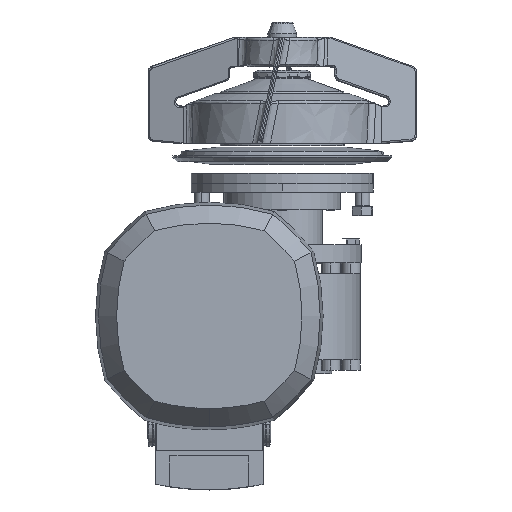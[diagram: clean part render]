
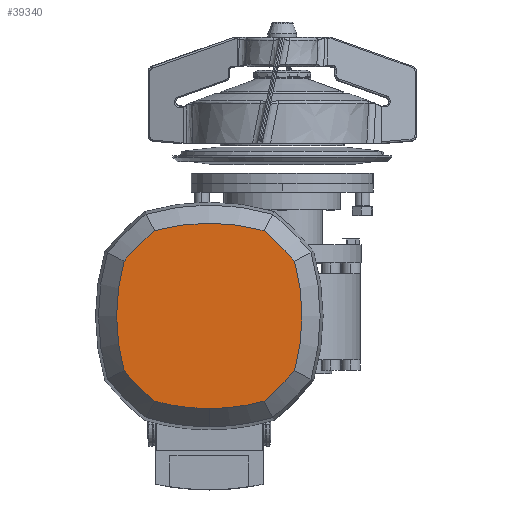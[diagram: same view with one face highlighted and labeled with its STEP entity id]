
A CAD part, top view. The second image highlights one B-rep face of the part: STEP entity #39340.
In plain terms, the highlighted planar face has unit normal (0, 0, 1).
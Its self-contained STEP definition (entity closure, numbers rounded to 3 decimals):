
#16752 = DIRECTION ( 'NONE',  ( 0., -1., 0. ) ) ;
#16753 = DIRECTION ( 'NONE',  ( 0., 0., -1. ) ) ;
#16754 = CARTESIAN_POINT ( 'NONE',  ( -116.2, -149.7, 306. ) ) ;
#16755 = AXIS2_PLACEMENT_3D ( 'NONE', #16754, #16753, #16752 ) ;
#16756 = CIRCLE ( 'NONE', #16755, 162.129 ) ;
#16763 = CARTESIAN_POINT ( 'NONE',  ( -12.509, -25.064, 306. ) ) ;
#17056 = CARTESIAN_POINT ( 'NONE',  ( -87.491, -141.936, 306. ) ) ;
#17057 = DIRECTION ( 'NONE',  ( 0., -1., 0. ) ) ;
#17058 = DIRECTION ( 'NONE',  ( 0., 0., -1. ) ) ;
#17059 = CARTESIAN_POINT ( 'NONE',  ( -50., -6.5, 306. ) ) ;
#17060 = AXIS2_PLACEMENT_3D ( 'NONE', #17059, #17058, #17057 ) ;
#17061 = CIRCLE ( 'NONE', #17060, 140.529 ) ;
#17106 = DIRECTION ( 'NONE',  ( 0., -1., 0. ) ) ;
#17108 = DIRECTION ( 'NONE',  ( 0., 0., -1. ) ) ;
#17109 = CARTESIAN_POINT ( 'NONE',  ( -127., -83.5, 306. ) ) ;
#17110 = AXIS2_PLACEMENT_3D ( 'NONE', #17109, #17108, #17106 ) ;
#17115 = CIRCLE ( 'NONE', #17110, 140.529 ) ;
#17118 = DIRECTION ( 'NONE',  ( 0., -1., 0. ) ) ;
#17120 = DIRECTION ( 'NONE',  ( 0., 0., -1. ) ) ;
#17122 = CARTESIAN_POINT ( 'NONE',  ( -50., -160.5, 306. ) ) ;
#17123 = AXIS2_PLACEMENT_3D ( 'NONE', #17122, #17120, #17118 ) ;
#17124 = CIRCLE ( 'NONE', #17123, 140.529 ) ;
#17132 = CARTESIAN_POINT ( 'NONE',  ( -87.491, -25.064, 306. ) ) ;
#17167 = CARTESIAN_POINT ( 'NONE',  ( -50., -147.029, 306. ) ) ;
#17169 = CARTESIAN_POINT ( 'NONE',  ( -12.509, -141.936, 306. ) ) ;
#17171 = DIRECTION ( 'NONE',  ( 0., -1., 0. ) ) ;
#17173 = DIRECTION ( 'NONE',  ( 0., 0., -1. ) ) ;
#17174 = AXIS2_PLACEMENT_3D ( 'NONE', #17238, #17173, #17171 ) ;
#17176 = CIRCLE ( 'NONE', #17174, 140.529 ) ;
#17238 = CARTESIAN_POINT ( 'NONE',  ( -50., -6.5, 306. ) ) ;
#17335 = DIRECTION ( 'NONE',  ( 0., -1., 0. ) ) ;
#17336 = DIRECTION ( 'NONE',  ( 0., 0., -1. ) ) ;
#17337 = CARTESIAN_POINT ( 'NONE',  ( -116.2, -17.3, 306. ) ) ;
#17339 = AXIS2_PLACEMENT_3D ( 'NONE', #17337, #17336, #17335 ) ;
#17341 = CIRCLE ( 'NONE', #17339, 162.129 ) ;
#17373 = CARTESIAN_POINT ( 'NONE',  ( 8.436, -120.991, 306. ) ) ;
#17546 = CARTESIAN_POINT ( 'NONE',  ( 8.436, -46.009, 306. ) ) ;
#17730 = DIRECTION ( 'NONE',  ( 0., -1., 0. ) ) ;
#17731 = DIRECTION ( 'NONE',  ( 0., 0., -1. ) ) ;
#17732 = CARTESIAN_POINT ( 'NONE',  ( -83.1, -155.1, 306. ) ) ;
#17733 = AXIS2_PLACEMENT_3D ( 'NONE', #17732, #17731, #17730 ) ;
#17734 = PLANE ( 'NONE',  #17733 ) ;
#17735 = FACE_OUTER_BOUND ( 'NONE', #39341, .T. ) ;
#17738 = DIRECTION ( 'NONE',  ( 0., -1., 0. ) ) ;
#17740 = DIRECTION ( 'NONE',  ( 0., 0., -1. ) ) ;
#17742 = CARTESIAN_POINT ( 'NONE',  ( 16.2, -17.3, 306. ) ) ;
#17743 = AXIS2_PLACEMENT_3D ( 'NONE', #17742, #17740, #17738 ) ;
#17756 = CIRCLE ( 'NONE', #17743, 162.129 ) ;
#17761 = DIRECTION ( 'NONE',  ( 0., -1., 0. ) ) ;
#17762 = DIRECTION ( 'NONE',  ( 0., 0., -1. ) ) ;
#17763 = CARTESIAN_POINT ( 'NONE',  ( 27., -83.5, 306. ) ) ;
#17764 = AXIS2_PLACEMENT_3D ( 'NONE', #17763, #17762, #17761 ) ;
#17765 = CIRCLE ( 'NONE', #17764, 140.529 ) ;
#17953 = CARTESIAN_POINT ( 'NONE',  ( -108.436, -120.991, 306. ) ) ;
#18337 = DIRECTION ( 'NONE',  ( 0., -1., 0. ) ) ;
#18338 = DIRECTION ( 'NONE',  ( 0., 0., -1. ) ) ;
#18339 = CARTESIAN_POINT ( 'NONE',  ( 16.2, -149.7, 306. ) ) ;
#18340 = AXIS2_PLACEMENT_3D ( 'NONE', #18339, #18338, #18337 ) ;
#18341 = CIRCLE ( 'NONE', #18340, 162.129 ) ;
#18656 = CARTESIAN_POINT ( 'NONE',  ( -108.436, -46.009, 306. ) ) ;
#39053 = VERTEX_POINT ( 'NONE', #16763 ) ;
#39055 = EDGE_CURVE ( 'NONE', #39053, #39194, #16756, .T. ) ;
#39116 = EDGE_CURVE ( 'NONE', #39117, #39118, #17176, .T. ) ;
#39117 = VERTEX_POINT ( 'NONE', #17169 ) ;
#39118 = VERTEX_POINT ( 'NONE', #17167 ) ;
#39128 = EDGE_CURVE ( 'NONE', #39118, #39129, #17061, .T. ) ;
#39129 = VERTEX_POINT ( 'NONE', #17056 ) ;
#39150 = VERTEX_POINT ( 'NONE', #17132 ) ;
#39152 = EDGE_CURVE ( 'NONE', #39150, #39053, #17124, .T. ) ;
#39155 = EDGE_CURVE ( 'NONE', #39194, #39232, #17115, .T. ) ;
#39194 = VERTEX_POINT ( 'NONE', #17546 ) ;
#39232 = VERTEX_POINT ( 'NONE', #17373 ) ;
#39234 = EDGE_CURVE ( 'NONE', #39232, #39117, #17341, .T. ) ;
#39311 = VERTEX_POINT ( 'NONE', #17953 ) ;
#39332 = EDGE_CURVE ( 'NONE', #39311, #39449, #17765, .T. ) ;
#39337 = EDGE_CURVE ( 'NONE', #39129, #39311, #17756, .T. ) ;
#39340 = ADVANCED_FACE ( 'NONE', ( #17735 ), #17734, .F. ) ;
#39341 = EDGE_LOOP ( 'NONE', ( #39343, #39345, #39368, #39370, #39434, #39435, #39437, #39438, #39439 ) ) ;
#39343 = ORIENTED_EDGE ( 'NONE', *, *, #39055, .F. ) ;
#39345 = ORIENTED_EDGE ( 'NONE', *, *, #39152, .F. ) ;
#39355 = EDGE_CURVE ( 'NONE', #39449, #39150, #18341, .T. ) ;
#39368 = ORIENTED_EDGE ( 'NONE', *, *, #39355, .F. ) ;
#39370 = ORIENTED_EDGE ( 'NONE', *, *, #39332, .F. ) ;
#39434 = ORIENTED_EDGE ( 'NONE', *, *, #39337, .F. ) ;
#39435 = ORIENTED_EDGE ( 'NONE', *, *, #39128, .F. ) ;
#39437 = ORIENTED_EDGE ( 'NONE', *, *, #39116, .F. ) ;
#39438 = ORIENTED_EDGE ( 'NONE', *, *, #39234, .F. ) ;
#39439 = ORIENTED_EDGE ( 'NONE', *, *, #39155, .F. ) ;
#39449 = VERTEX_POINT ( 'NONE', #18656 ) ;
